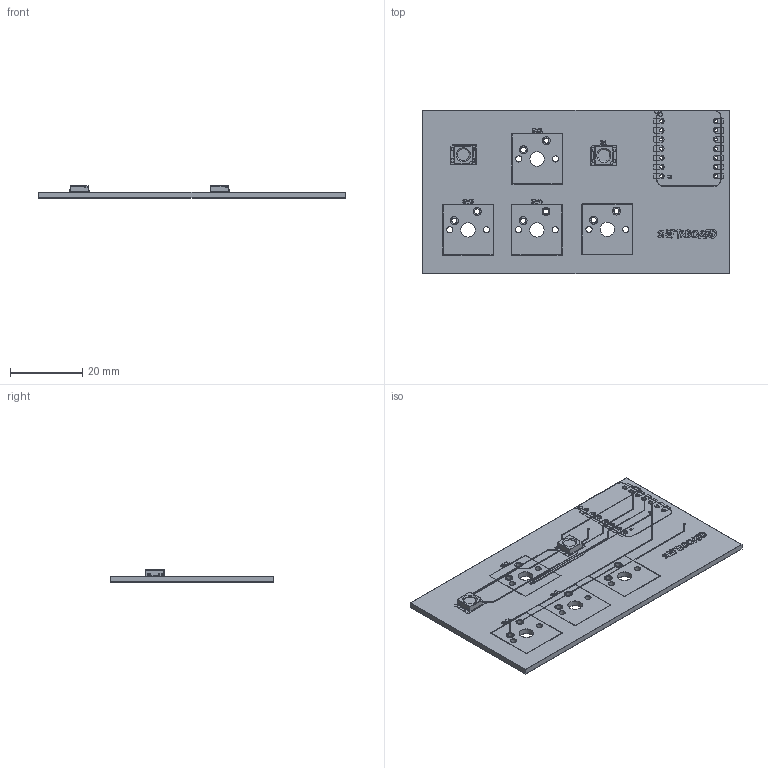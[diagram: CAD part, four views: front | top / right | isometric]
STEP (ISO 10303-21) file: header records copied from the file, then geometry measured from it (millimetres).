
FILE_DESCRIPTION(('KiCad electronic assembly'),'2;1');
FILE_NAME('megapad.step','2025-11-29T23:50:50',('Pcbnew'),('Kicad'), 'Open CASCADE STEP processor 7.9','KiCad to STEP converter','Unknown' );
FILE_SCHEMA(('AUTOMOTIVE_DESIGN { 1 0 10303 214 1 1 1 1 }'));
Length unit declared in the file: millimetre
Products named in the file (7): megapad 1; LED_SK6812_PLCC4_5.0x5.0mm_P3.2mm; pcb_copper; pcb_silkscreen; pcb_soldermask; pcb_PCB
Assembly tree (7 placements, depth 2):
  megapad 1
    LED_SK6812_PLCC4_5.0x5.0mm_P3.2mm  x2
    pcb_copper
    pcb_silkscreen
    pcb_soldermask
    pcb_soldermask
    pcb_PCB
Bounding box: 84.82 x 45.24 x 3.35 mm (x, y, z)
Volume: 5741 mm3; surface area: 16503 mm2
Topology: 19 solids, 60 shells, 771 faces, 3060 edges, 2416 vertices
Faces by surface type: plane 524, cylinder 245, cone 2
Full cylindrical faces by diameter (mm): 0.3 x10, 0.839 x14, 0.889 x28, 1.45 x8, 1.5 x16, 1.524 x14, 1.7 x8, 2.2 x16, 3.333 x2, 4 x4
Entity records: 31658 total; most frequent: CARTESIAN_POINT 5854, DIRECTION 5101, ORIENTED_EDGE 4578, EDGE_CURVE 2859, VERTEX_POINT 2284, LINE 2039, VECTOR 2039, AXIS2_PLACEMENT_3D 1531
